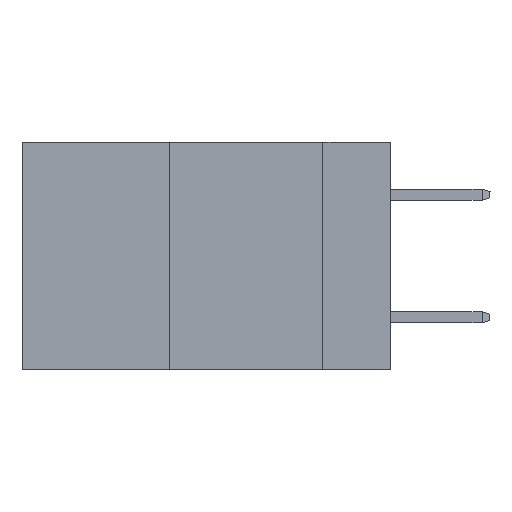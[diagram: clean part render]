
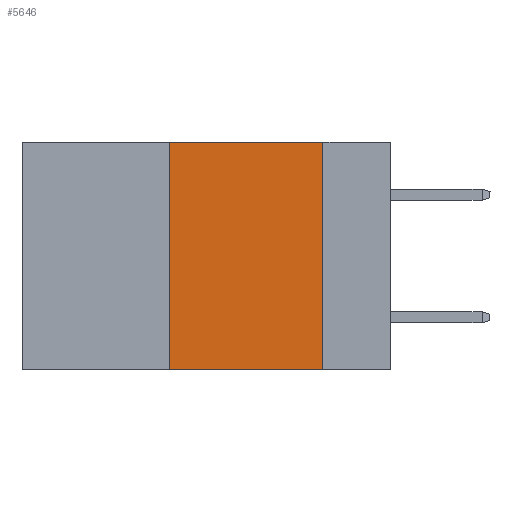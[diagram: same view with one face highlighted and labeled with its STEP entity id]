
A CAD part, left-side view. The second image highlights one B-rep face of the part: STEP entity #5646.
In plain terms, the highlighted planar face has unit normal (-1, 0, 0).
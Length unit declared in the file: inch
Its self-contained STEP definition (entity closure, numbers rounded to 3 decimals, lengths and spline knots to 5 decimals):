
#1351 = EDGE_CURVE ( 'NONE', #10288, #8276, #5039, .T. ) ;
#1803 = AXIS2_PLACEMENT_3D ( 'NONE', #8436, #1846, #2993 ) ;
#1846 = DIRECTION ( 'NONE',  ( 1., 0., 0. ) ) ;
#2284 = CARTESIAN_POINT ( 'NONE',  ( 0., 0.36, 0. ) ) ;
#2379 = FACE_OUTER_BOUND ( 'NONE', #6756, .T. ) ;
#2993 = DIRECTION ( 'NONE',  ( 0., 0., -1. ) ) ;
#3389 = VECTOR ( 'NONE', #8314, 39.37008 ) ;
#4019 = VECTOR ( 'NONE', #10701, 39.37008 ) ;
#4139 = VERTEX_POINT ( 'NONE', #11570 ) ;
#4361 = ORIENTED_EDGE ( 'NONE', *, *, #1351, .F. ) ;
#4405 = VECTOR ( 'NONE', #7568, 39.37008 ) ;
#5039 = LINE ( 'NONE', #7484, #4019 ) ;
#5645 = CARTESIAN_POINT ( 'NONE',  ( 0., 0.6, -0.37 ) ) ;
#5646 = ADVANCED_FACE ( 'NONE', ( #2379 ), #7324, .F. ) ;
#6047 = CARTESIAN_POINT ( 'NONE',  ( 0., 0.11, -0.37 ) ) ;
#6077 = ORIENTED_EDGE ( 'NONE', *, *, #7476, .F. ) ;
#6456 = CARTESIAN_POINT ( 'NONE',  ( 0., 0.6, 0. ) ) ;
#6756 = EDGE_LOOP ( 'NONE', ( #7754, #6077, #4361, #11062 ) ) ;
#7101 = VECTOR ( 'NONE', #12349, 39.37008 ) ;
#7324 = PLANE ( 'NONE',  #1803 ) ;
#7460 = LINE ( 'NONE', #5645, #7101 ) ;
#7476 = EDGE_CURVE ( 'NONE', #8276, #4139, #13566, .T. ) ;
#7484 = CARTESIAN_POINT ( 'NONE',  ( 0., 0.36, 0. ) ) ;
#7568 = DIRECTION ( 'NONE',  ( 0., -1., 0. ) ) ;
#7747 = CARTESIAN_POINT ( 'NONE',  ( 0., 0.36, -0.37 ) ) ;
#7754 = ORIENTED_EDGE ( 'NONE', *, *, #13221, .F. ) ;
#8276 = VERTEX_POINT ( 'NONE', #2284 ) ;
#8314 = DIRECTION ( 'NONE',  ( 0., 0., -1. ) ) ;
#8436 = CARTESIAN_POINT ( 'NONE',  ( 0., 0.6, 0. ) ) ;
#9592 = VERTEX_POINT ( 'NONE', #6047 ) ;
#10066 = LINE ( 'NONE', #13964, #3389 ) ;
#10288 = VERTEX_POINT ( 'NONE', #7747 ) ;
#10701 = DIRECTION ( 'NONE',  ( 0., 0., 1. ) ) ;
#11062 = ORIENTED_EDGE ( 'NONE', *, *, #14076, .T. ) ;
#11570 = CARTESIAN_POINT ( 'NONE',  ( 0., 0.11, 0. ) ) ;
#12349 = DIRECTION ( 'NONE',  ( 0., -1., 0. ) ) ;
#13221 = EDGE_CURVE ( 'NONE', #4139, #9592, #10066, .T. ) ;
#13566 = LINE ( 'NONE', #6456, #4405 ) ;
#13964 = CARTESIAN_POINT ( 'NONE',  ( 0., 0.11, 0. ) ) ;
#14076 = EDGE_CURVE ( 'NONE', #10288, #9592, #7460, .T. ) ;
